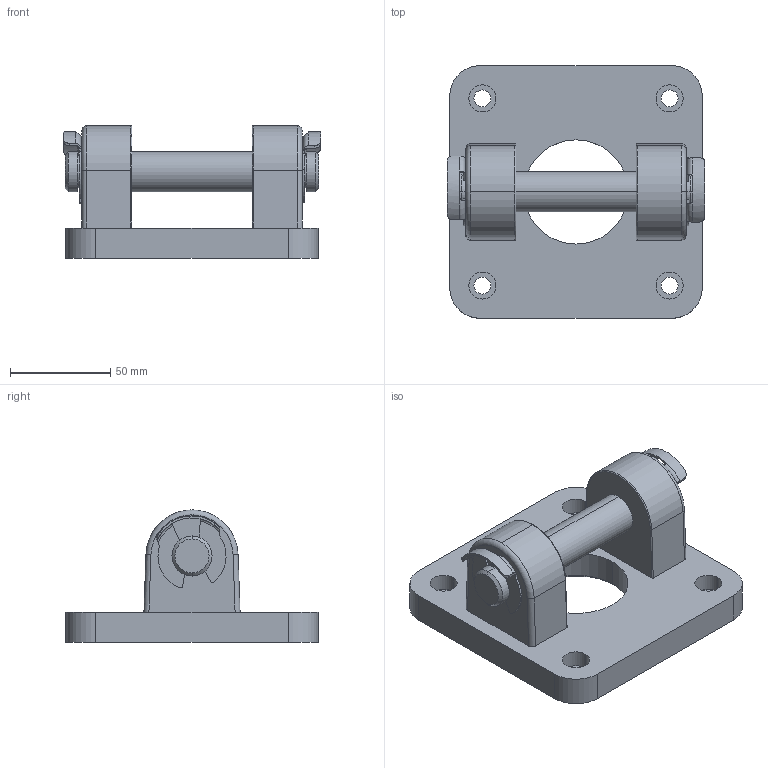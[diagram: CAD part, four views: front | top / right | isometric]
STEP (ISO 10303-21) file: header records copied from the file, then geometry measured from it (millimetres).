
FILE_DESCRIPTION (( 'STEP AP214' ), '1' );
FILE_NAME ('100 EB-SF.STEP', '2010-08-10T12:00:27', ( '' ), ( '' ), 'SwSTEP 2.0', 'SolidWorks 2010', '' );
FILE_SCHEMA (( 'AUTOMOTIVE_DESIGN' ));
Length unit declared in the file: millimetre
Products named in the file (4): 100  EB ; 100  EB  P軲輄Varsay齦an; 100 KLÝPS; 100  EB-SF
Assembly tree (4 placements, depth 2):
  100  EB-SF
    100  EB  P軲輄Varsay齦an
    100  EB 
    100 KLÝPS  x2
Bounding box: 128.5 x 126 x 66 mm (x, y, z)
Volume: 328930.1 mm3; surface area: 64920.2 mm2
Topology: 4 solids, 4 shells, 155 faces, 385 edges, 248 vertices
Faces by surface type: cylinder 87, plane 48, torus 14, cone 6
Entity records: 3879 total; most frequent: CARTESIAN_POINT 821, DIRECTION 659, ORIENTED_EDGE 578, EDGE_CURVE 289, AXIS2_PLACEMENT_3D 268, VERTEX_POINT 186, EDGE_LOOP 143, CIRCLE 142
